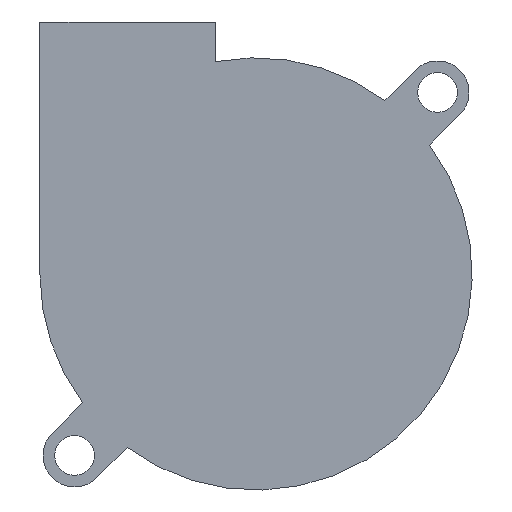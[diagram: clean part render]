
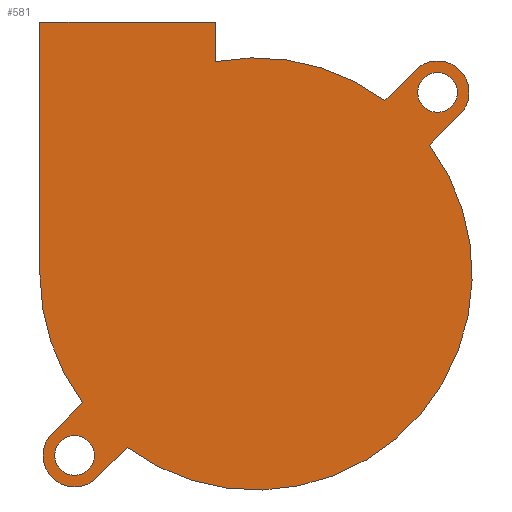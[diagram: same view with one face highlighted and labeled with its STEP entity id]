
A CAD part, front view. The second image highlights one B-rep face of the part: STEP entity #581.
In plain terms, the highlighted planar face has unit normal (0, -1, 0).
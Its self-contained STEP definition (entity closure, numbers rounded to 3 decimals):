
#20=FACE_BOUND('',#104,.T.);
#21=FACE_BOUND('',#105,.T.);
#38=PLANE('',#649);
#68=FACE_OUTER_BOUND('',#103,.T.);
#103=EDGE_LOOP('',(#525,#526,#527,#528,#529,#530,#531,#532,#533,#534,#535,
#536));
#104=EDGE_LOOP('',(#537));
#105=EDGE_LOOP('',(#538));
#135=LINE('',#914,#190);
#140=LINE('',#928,#195);
#144=LINE('',#940,#199);
#148=LINE('',#952,#203);
#152=LINE('',#964,#207);
#155=LINE('',#970,#210);
#158=LINE('',#976,#213);
#190=VECTOR('',#747,10.);
#195=VECTOR('',#760,10.);
#199=VECTOR('',#772,10.);
#203=VECTOR('',#784,10.);
#207=VECTOR('',#796,10.);
#210=VECTOR('',#801,10.);
#213=VECTOR('',#806,10.);
#229=CIRCLE('',#622,2.2);
#231=CIRCLE('',#625,2.2);
#232=CIRCLE('',#628,3.5);
#234=CIRCLE('',#632,24.);
#236=CIRCLE('',#636,3.5);
#238=CIRCLE('',#640,24.);
#240=CIRCLE('',#646,24.);
#269=VERTEX_POINT('',#902);
#271=VERTEX_POINT('',#908);
#272=VERTEX_POINT('',#912);
#273=VERTEX_POINT('',#913);
#276=VERTEX_POINT('',#921);
#278=VERTEX_POINT('',#927);
#280=VERTEX_POINT('',#933);
#282=VERTEX_POINT('',#939);
#284=VERTEX_POINT('',#945);
#286=VERTEX_POINT('',#951);
#288=VERTEX_POINT('',#957);
#290=VERTEX_POINT('',#963);
#292=VERTEX_POINT('',#969);
#294=VERTEX_POINT('',#975);
#337=EDGE_CURVE('',#269,#269,#229,.T.);
#340=EDGE_CURVE('',#271,#271,#231,.T.);
#341=EDGE_CURVE('',#272,#273,#135,.T.);
#345=EDGE_CURVE('',#276,#273,#232,.T.);
#348=EDGE_CURVE('',#276,#278,#140,.T.);
#351=EDGE_CURVE('',#280,#278,#234,.T.);
#354=EDGE_CURVE('',#280,#282,#144,.T.);
#357=EDGE_CURVE('',#284,#282,#236,.T.);
#360=EDGE_CURVE('',#284,#286,#148,.T.);
#363=EDGE_CURVE('',#288,#286,#238,.T.);
#366=EDGE_CURVE('',#290,#288,#152,.T.);
#369=EDGE_CURVE('',#292,#290,#155,.T.);
#372=EDGE_CURVE('',#294,#292,#158,.T.);
#375=EDGE_CURVE('',#272,#294,#240,.T.);
#525=ORIENTED_EDGE('',*,*,#375,.F.);
#526=ORIENTED_EDGE('',*,*,#341,.T.);
#527=ORIENTED_EDGE('',*,*,#345,.F.);
#528=ORIENTED_EDGE('',*,*,#348,.T.);
#529=ORIENTED_EDGE('',*,*,#351,.F.);
#530=ORIENTED_EDGE('',*,*,#354,.T.);
#531=ORIENTED_EDGE('',*,*,#357,.F.);
#532=ORIENTED_EDGE('',*,*,#360,.T.);
#533=ORIENTED_EDGE('',*,*,#363,.F.);
#534=ORIENTED_EDGE('',*,*,#366,.F.);
#535=ORIENTED_EDGE('',*,*,#369,.F.);
#536=ORIENTED_EDGE('',*,*,#372,.F.);
#537=ORIENTED_EDGE('',*,*,#340,.F.);
#538=ORIENTED_EDGE('',*,*,#337,.F.);
#581=ADVANCED_FACE('',(#68,#20,#21),#38,.F.);
#622=AXIS2_PLACEMENT_3D('',#904,#736,#737);
#625=AXIS2_PLACEMENT_3D('',#910,#743,#744);
#628=AXIS2_PLACEMENT_3D('',#922,#753,#754);
#632=AXIS2_PLACEMENT_3D('',#934,#765,#766);
#636=AXIS2_PLACEMENT_3D('',#946,#777,#778);
#640=AXIS2_PLACEMENT_3D('',#958,#789,#790);
#646=AXIS2_PLACEMENT_3D('',#981,#811,#812);
#649=AXIS2_PLACEMENT_3D('',#984,#817,#818);
#736=DIRECTION('center_axis',(0.,-1.,0.));
#737=DIRECTION('ref_axis',(1.,0.,0.));
#743=DIRECTION('center_axis',(0.,-1.,0.));
#744=DIRECTION('ref_axis',(1.,0.,0.));
#747=DIRECTION('',(-0.707,0.,-0.707));
#753=DIRECTION('center_axis',(0.,1.,0.));
#754=DIRECTION('ref_axis',(1.,0.,0.));
#760=DIRECTION('',(0.707,0.,0.707));
#765=DIRECTION('center_axis',(0.,1.,0.));
#766=DIRECTION('ref_axis',(1.,0.,0.));
#772=DIRECTION('',(0.707,0.,0.707));
#777=DIRECTION('center_axis',(0.,1.,0.));
#778=DIRECTION('ref_axis',(1.,0.,0.));
#784=DIRECTION('',(-0.707,0.,-0.707));
#789=DIRECTION('center_axis',(0.,1.,0.));
#790=DIRECTION('ref_axis',(1.,0.,0.));
#796=DIRECTION('',(0.,0.,-1.));
#801=DIRECTION('',(1.,0.,0.));
#806=DIRECTION('',(0.,0.,1.));
#811=DIRECTION('center_axis',(0.,1.,0.));
#812=DIRECTION('ref_axis',(1.,0.,0.));
#817=DIRECTION('center_axis',(0.,1.,0.));
#818=DIRECTION('ref_axis',(1.,0.,0.));
#902=CARTESIAN_POINT('',(17.953,0.,20.153));
#904=CARTESIAN_POINT('Origin',(20.153,0.,20.153));
#908=CARTESIAN_POINT('',(-22.353,0.,-20.153));
#910=CARTESIAN_POINT('Origin',(-20.153,0.,-20.153));
#912=CARTESIAN_POINT('',(-19.264,0.,-14.314));
#913=CARTESIAN_POINT('',(-22.627,0.,-17.678));
#914=CARTESIAN_POINT('',(17.678,0.,22.627));
#921=CARTESIAN_POINT('',(-17.678,0.,-22.627));
#922=CARTESIAN_POINT('Origin',(-20.153,0.,-20.153));
#927=CARTESIAN_POINT('',(-14.314,0.,-19.264));
#928=CARTESIAN_POINT('',(-17.678,0.,-22.627));
#933=CARTESIAN_POINT('',(19.264,0.,14.314));
#934=CARTESIAN_POINT('Origin',(0.,0.,0.));
#939=CARTESIAN_POINT('',(22.627,0.,17.678));
#940=CARTESIAN_POINT('',(-17.678,0.,-22.627));
#945=CARTESIAN_POINT('',(17.678,0.,22.627));
#946=CARTESIAN_POINT('Origin',(20.153,0.,20.153));
#951=CARTESIAN_POINT('',(14.314,0.,19.264));
#952=CARTESIAN_POINT('',(17.678,0.,22.627));
#957=CARTESIAN_POINT('',(-4.5,0.,23.574));
#958=CARTESIAN_POINT('Origin',(0.,0.,0.));
#963=CARTESIAN_POINT('',(-4.5,0.,27.974));
#964=CARTESIAN_POINT('',(-4.5,0.,27.974));
#969=CARTESIAN_POINT('',(-24.,0.,27.974));
#970=CARTESIAN_POINT('',(-24.,0.,27.974));
#975=CARTESIAN_POINT('',(-24.,0.,0.));
#976=CARTESIAN_POINT('',(-24.,0.,0.));
#981=CARTESIAN_POINT('Origin',(0.,0.,0.));
#984=CARTESIAN_POINT('Origin',(0.,0.,1.987));
